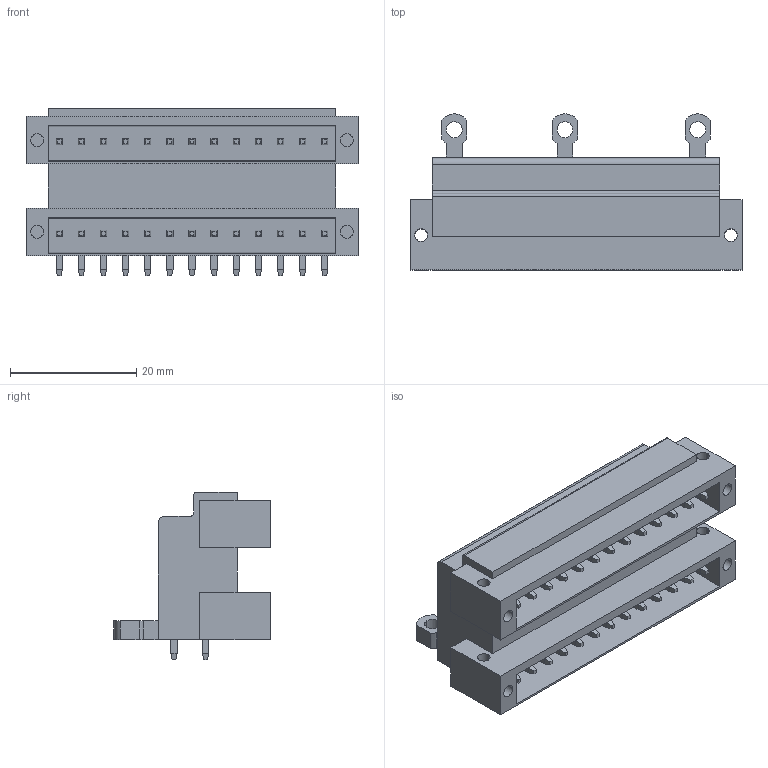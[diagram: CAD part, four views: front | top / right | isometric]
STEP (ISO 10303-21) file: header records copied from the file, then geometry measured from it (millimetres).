
FILE_DESCRIPTION(('CATIA V5 STEP Exchange','CAx-IF Rec.Pracs.--- Model Styling and Organization---1.2---2011-12-15'),'2;1');
FILE_NAME ('D1453974_0_1633920000_1633920000.stp','2018-11-10T05:23:05+00:00',('none'),('Weidmueller'),'CATIA Version 5-6 Release 2014','CATIA V5 STEP AP214','none');
FILE_SCHEMA(('AUTOMOTIVE_DESIGN { 1 0 10303 214 1 1 1 1 }'));
Length unit declared in the file: millimetre
Products named in the file (1): 1633920000
Bounding box: 52.5 x 24.7 x 26.5 mm (x, y, z)
Volume: 13219.8 mm3; surface area: 11768.1 mm2
Topology: 27 solids, 27 shells, 660 faces, 1592 edges, 992 vertices
Faces by surface type: plane 623, cylinder 37
Entity records: 16530 total; most frequent: ORIENTED_EDGE 3184, CARTESIAN_POINT 3036, DIRECTION 1870, EDGE_CURVE 1592, VECTOR 1310, LINE 1310, VERTEX_POINT 992, EDGE_LOOP 732
